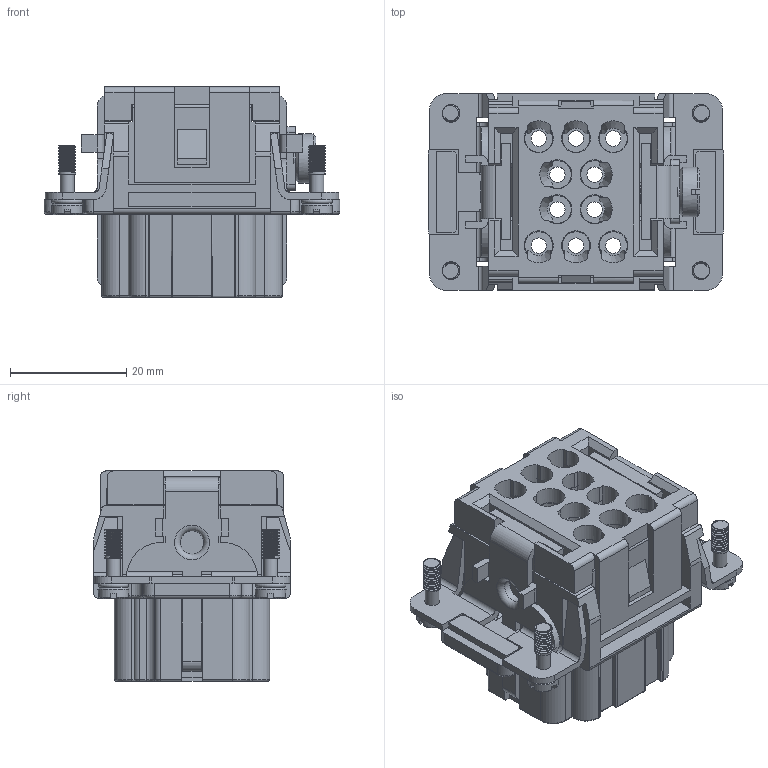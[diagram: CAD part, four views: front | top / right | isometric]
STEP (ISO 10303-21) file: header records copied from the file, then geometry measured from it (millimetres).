
FILE_DESCRIPTION(/* description */ (''),/* implementation_level */ '2;1');
FILE_NAME(/* name */ 'HEE-010-FC.stp',/* time_stamp */ '2023-07-31T15:06:13+08:00',/* author */ (''),/* organization */ (''),/* preprocessor_version */ 'ST-DEVELOPER v16',/* originating_system */ 'SIEMENS PLM Software NX 10.0',/* authorisation */ '');
FILE_SCHEMA (('AUTOMOTIVE_DESIGN { 1 0 10303 214 3 1 1 1 }'));
Length unit declared in the file: millimetre
Products named in the file (1): Admi0F58FF8An1ij
Bounding box: 50.8 x 33.8 x 36.1 mm (x, y, z)
Volume: 156.4 mm3; surface area: 24913 mm2
Topology: 7 solids, 8 shells, 1174 faces, 3234 edges, 2099 vertices
Faces by surface type: plane 687, cylinder 362, cone 64, torus 30, sphere 21, bspline 10
Full cylindrical faces by diameter (mm): 1.6 x7, 1.8 x7, 2.4 x4, 2.5 x8, 2.65 x14, 3 x40, 4 x2, 4.8 x10, 5 x10, 5.3 x4, 6.4 x2, 8.5 x1
Entity records: 48685 total; most frequent: CARTESIAN_POINT 20076, ORIENTED_EDGE 5934, DIRECTION 5866, EDGE_CURVE 2967, VERTEX_POINT 1973, AXIS2_PLACEMENT_3D 1970, LINE 1926, VECTOR 1926
